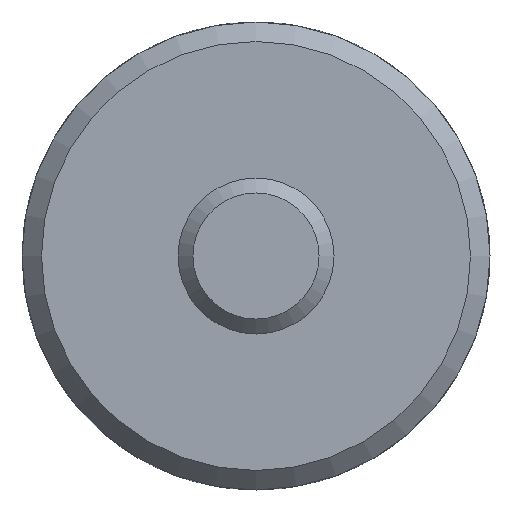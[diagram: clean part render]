
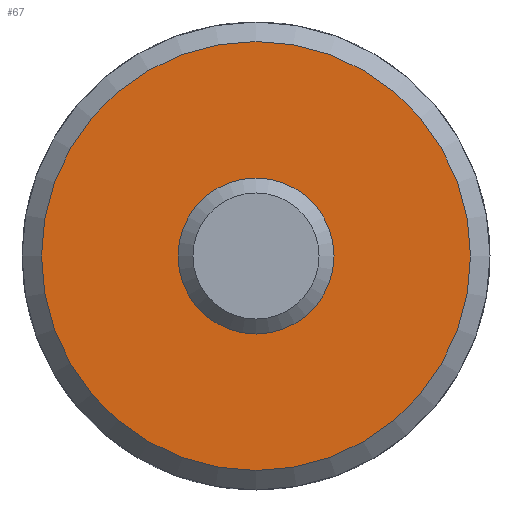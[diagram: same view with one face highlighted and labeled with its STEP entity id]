
A CAD part, front view. The second image highlights one B-rep face of the part: STEP entity #67.
In plain terms, the highlighted planar face has unit normal (0, -1, 0).
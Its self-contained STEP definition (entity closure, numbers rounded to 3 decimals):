
#67 = ADVANCED_FACE( '', ( #153, #154 ), #155, .F. );
#153 = FACE_OUTER_BOUND( '', #271, .T. );
#154 = FACE_BOUND( '', #272, .T. );
#155 = PLANE( '', #273 );
#271 = EDGE_LOOP( '', ( #401 ) );
#272 = EDGE_LOOP( '', ( #402 ) );
#273 = AXIS2_PLACEMENT_3D( '', #403, #404, #405 );
#401 = ORIENTED_EDGE( '', *, *, #604, .F. );
#402 = ORIENTED_EDGE( '', *, *, #605, .T. );
#403 = CARTESIAN_POINT( '', ( -3., 0., 0. ) );
#404 = DIRECTION( '', ( 0., 1., 0. ) );
#405 = DIRECTION( '', ( -1., 0., 0. ) );
#604 = EDGE_CURVE( '', #697, #697, #698, .T. );
#605 = EDGE_CURVE( '', #699, #699, #700, .T. );
#697 = VERTEX_POINT( '', #819 );
#698 = CIRCLE( '', #820, 11. );
#699 = VERTEX_POINT( '', #821 );
#700 = CIRCLE( '', #822, 3. );
#819 = CARTESIAN_POINT( '', ( -11., 0., 0. ) );
#820 = AXIS2_PLACEMENT_3D( '', #943, #944, #945 );
#821 = CARTESIAN_POINT( '', ( -3., 0., 0. ) );
#822 = AXIS2_PLACEMENT_3D( '', #946, #947, #948 );
#943 = CARTESIAN_POINT( '', ( 0., 0., 0. ) );
#944 = DIRECTION( '', ( 0., 1., 0. ) );
#945 = DIRECTION( '', ( -1., 0., 0. ) );
#946 = CARTESIAN_POINT( '', ( 0., 0., 0. ) );
#947 = DIRECTION( '', ( 0., 1., 0. ) );
#948 = DIRECTION( '', ( -1., 0., 0. ) );
